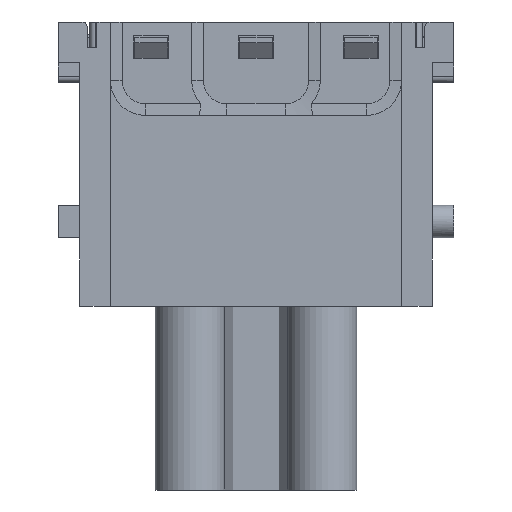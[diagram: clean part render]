
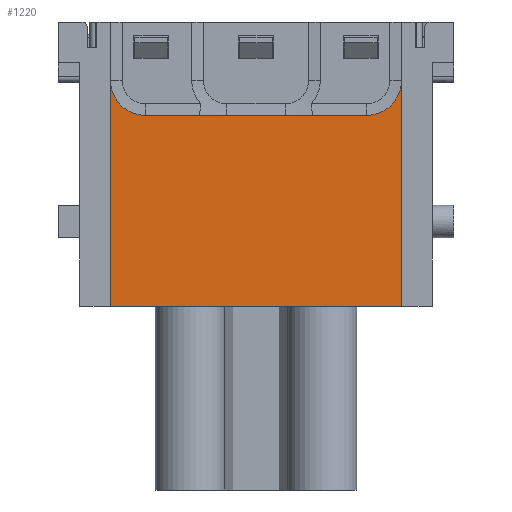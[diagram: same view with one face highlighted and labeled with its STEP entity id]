
A CAD part, left-side view. The second image highlights one B-rep face of the part: STEP entity #1220.
In plain terms, the highlighted planar face has unit normal (-1, 0, 0).
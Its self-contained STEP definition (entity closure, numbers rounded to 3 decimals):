
#1175=AXIS2_PLACEMENT_3D('Plane Axis2P3D',#1172,#1173,#1174) ;
#1202=AXIS2_PLACEMENT_3D('Circle Axis2P3D',#1200,#1201,$) ;
#1207=AXIS2_PLACEMENT_3D('Circle Axis2P3D',#1205,#1206,$) ;
#40=CARTESIAN_POINT('Vertex',(0.02,29.5,15.8)) ;
#112=CARTESIAN_POINT('Vertex',(0.02,4.5,15.8)) ;
#115=CARTESIAN_POINT('Line Origine',(0.02,17.,15.8)) ;
#252=CARTESIAN_POINT('Line Origine',(0.02,29.5,25.49)) ;
#256=CARTESIAN_POINT('Vertex',(0.02,29.5,35.179)) ;
#1145=CARTESIAN_POINT('Line Origine',(0.02,4.5,25.49)) ;
#1149=CARTESIAN_POINT('Vertex',(0.02,4.5,35.179)) ;
#1172=CARTESIAN_POINT('Axis2P3D Location',(0.02,17.,36.55)) ;
#1177=CARTESIAN_POINT('Line Origine',(0.02,9.823,32.179)) ;
#1181=CARTESIAN_POINT('Vertex',(0.02,7.5,32.179)) ;
#1183=CARTESIAN_POINT('Vertex',(0.02,12.147,32.179)) ;
#1186=CARTESIAN_POINT('Line Origine',(0.02,17.,32.179)) ;
#1190=CARTESIAN_POINT('Vertex',(0.02,21.853,32.179)) ;
#1193=CARTESIAN_POINT('Line Origine',(0.02,24.177,32.179)) ;
#1197=CARTESIAN_POINT('Vertex',(0.02,26.5,32.179)) ;
#1200=CARTESIAN_POINT('Axis2P3D Location',(0.02,26.5,35.179)) ;
#1205=CARTESIAN_POINT('Axis2P3D Location',(0.02,7.5,35.179)) ;
#116=DIRECTION('Vector Direction',(0.,1.,0.)) ;
#253=DIRECTION('Vector Direction',(0.,0.,-1.)) ;
#1146=DIRECTION('Vector Direction',(0.,0.,1.)) ;
#1173=DIRECTION('Axis2P3D Direction',(1.,0.,0.)) ;
#1174=DIRECTION('Axis2P3D XDirection',(0.,1.,0.)) ;
#1178=DIRECTION('Vector Direction',(0.,1.,0.)) ;
#1187=DIRECTION('Vector Direction',(0.,1.,0.)) ;
#1194=DIRECTION('Vector Direction',(0.,1.,0.)) ;
#1201=DIRECTION('Axis2P3D Direction',(1.,0.,0.)) ;
#1206=DIRECTION('Axis2P3D Direction',(1.,0.,0.)) ;
#117=VECTOR('Line Direction',#116,1.) ;
#254=VECTOR('Line Direction',#253,1.) ;
#1147=VECTOR('Line Direction',#1146,1.) ;
#1179=VECTOR('Line Direction',#1178,1.) ;
#1188=VECTOR('Line Direction',#1187,1.) ;
#1195=VECTOR('Line Direction',#1194,1.) ;
#1211=ORIENTED_EDGE('',*,*,#1185,.T.) ;
#1212=ORIENTED_EDGE('',*,*,#1192,.T.) ;
#1213=ORIENTED_EDGE('',*,*,#1199,.T.) ;
#1214=ORIENTED_EDGE('',*,*,#1204,.T.) ;
#1215=ORIENTED_EDGE('',*,*,#258,.F.) ;
#1216=ORIENTED_EDGE('',*,*,#119,.F.) ;
#1217=ORIENTED_EDGE('',*,*,#1151,.F.) ;
#1218=ORIENTED_EDGE('',*,*,#1209,.T.) ;
#1220=ADVANCED_FACE('Hauptk\X2\00F6\X0\rper',(#1219),#1176,.F.) ;
#1203=CIRCLE('generated circle',#1202,3.) ;
#1208=CIRCLE('generated circle',#1207,3.) ;
#119=EDGE_CURVE('',#113,#41,#118,.T.) ;
#258=EDGE_CURVE('',#41,#257,#255,.F.) ;
#1151=EDGE_CURVE('',#1150,#113,#1148,.F.) ;
#1185=EDGE_CURVE('',#1182,#1184,#1180,.T.) ;
#1192=EDGE_CURVE('',#1184,#1191,#1189,.T.) ;
#1199=EDGE_CURVE('',#1191,#1198,#1196,.T.) ;
#1204=EDGE_CURVE('',#1198,#257,#1203,.T.) ;
#1209=EDGE_CURVE('',#1150,#1182,#1208,.T.) ;
#1210=EDGE_LOOP('',(#1211,#1212,#1213,#1214,#1215,#1216,#1217,#1218)) ;
#1219=FACE_OUTER_BOUND('',#1210,.T.) ;
#118=LINE('Line',#115,#117) ;
#255=LINE('Line',#252,#254) ;
#1148=LINE('Line',#1145,#1147) ;
#1180=LINE('Line',#1177,#1179) ;
#1189=LINE('Line',#1186,#1188) ;
#1196=LINE('Line',#1193,#1195) ;
#1176=PLANE('',#1175) ;
#41=VERTEX_POINT('',#40) ;
#113=VERTEX_POINT('',#112) ;
#257=VERTEX_POINT('',#256) ;
#1150=VERTEX_POINT('',#1149) ;
#1182=VERTEX_POINT('',#1181) ;
#1184=VERTEX_POINT('',#1183) ;
#1191=VERTEX_POINT('',#1190) ;
#1198=VERTEX_POINT('',#1197) ;
